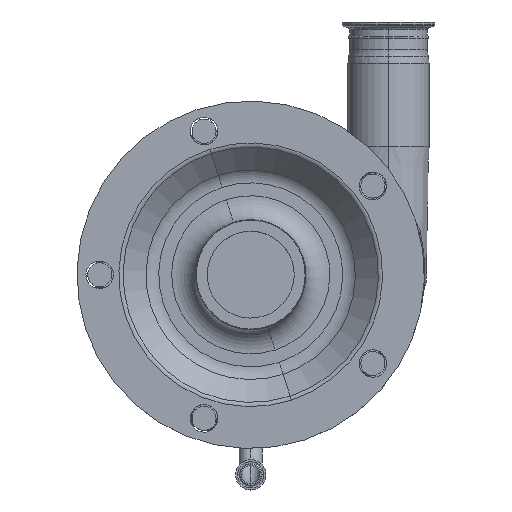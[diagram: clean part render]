
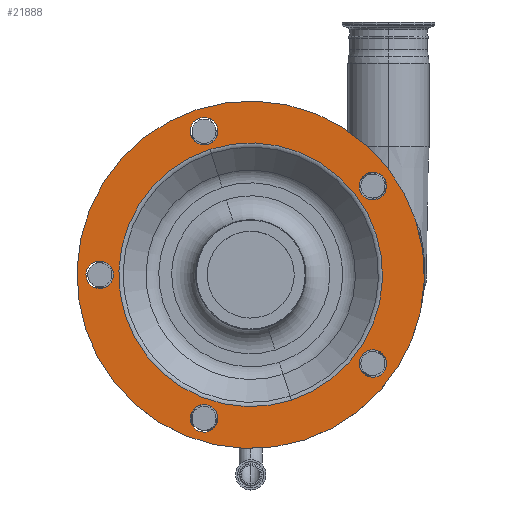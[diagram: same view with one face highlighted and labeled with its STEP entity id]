
A CAD part, top view. The second image highlights one B-rep face of the part: STEP entity #21888.
In plain terms, the highlighted planar face has unit normal (0, 0, 1).
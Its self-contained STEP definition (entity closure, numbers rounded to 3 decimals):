
#1044 = EDGE_CURVE ( 'NONE', #34054, #20650, #8901, .T. ) ;
#1105 = CARTESIAN_POINT ( 'NONE',  ( 44.807, -137.903, 233. ) ) ;
#1145 = CARTESIAN_POINT ( 'NONE',  ( -35.382, -130.77, 233. ) ) ;
#2160 = VERTEX_POINT ( 'NONE', #6457 ) ;
#2227 = EDGE_LOOP ( 'NONE', ( #14124, #8534 ) ) ;
#2303 = FACE_BOUND ( 'NONE', #22078, .T. ) ;
#2857 = AXIS2_PLACEMENT_3D ( 'NONE', #41182, #8388, #18103 ) ;
#2942 = DIRECTION ( 'NONE',  ( 0., 0., 1. ) ) ;
#3270 = DIRECTION ( 'NONE',  ( 0., 0., 1. ) ) ;
#3397 = ORIENTED_EDGE ( 'NONE', *, *, #34736, .T. ) ;
#3680 = CARTESIAN_POINT ( 'NONE',  ( 0., 0., 233. ) ) ;
#4089 = EDGE_CURVE ( 'NONE', #36221, #40550, #29043, .T. ) ;
#4236 = VERTEX_POINT ( 'NONE', #6281 ) ;
#4369 = DIRECTION ( 'NONE',  ( 0., 0., 1. ) ) ;
#4779 = ORIENTED_EDGE ( 'NONE', *, *, #20151, .F. ) ;
#5504 = CARTESIAN_POINT ( 'NONE',  ( -126., 0., 233. ) ) ;
#5625 = AXIS2_PLACEMENT_3D ( 'NONE', #3680, #25781, #29537 ) ;
#6212 = CARTESIAN_POINT ( 'NONE',  ( -35.382, 108.896, 233. ) ) ;
#6271 = EDGE_LOOP ( 'NONE', ( #3397, #13389 ) ) ;
#6281 = CARTESIAN_POINT ( 'NONE',  ( -42.49, 130.77, 233. ) ) ;
#6310 = AXIS2_PLACEMENT_3D ( 'NONE', #35254, #3270, #6412 ) ;
#6412 = DIRECTION ( 'NONE',  ( -0.309, 0.951, 0. ) ) ;
#6457 = CARTESIAN_POINT ( 'NONE',  ( -34.014, 104.684, 233. ) ) ;
#7678 = CARTESIAN_POINT ( 'NONE',  ( 98.382, 84.998, 233. ) ) ;
#8186 = DIRECTION ( 'NONE',  ( 0., -1., 0. ) ) ;
#8233 = CIRCLE ( 'NONE', #15559, 11.5 ) ;
#8388 = DIRECTION ( 'NONE',  ( 0., 0., 1. ) ) ;
#8518 = DIRECTION ( 'NONE',  ( 0., 0., 1. ) ) ;
#8534 = ORIENTED_EDGE ( 'NONE', *, *, #14932, .F. ) ;
#8686 = AXIS2_PLACEMENT_3D ( 'NONE', #40574, #24423, #8186 ) ;
#8826 = ORIENTED_EDGE ( 'NONE', *, *, #28286, .F. ) ;
#8901 = CIRCLE ( 'NONE', #24361, 11.5 ) ;
#9258 = DIRECTION ( 'NONE',  ( -0.309, 0.951, 0. ) ) ;
#9698 = DIRECTION ( 'NONE',  ( 0., 0., 1. ) ) ;
#9709 = DIRECTION ( 'NONE',  ( -0.309, 0.951, 0. ) ) ;
#9870 = AXIS2_PLACEMENT_3D ( 'NONE', #38506, #9698, #19405 ) ;
#10336 = ORIENTED_EDGE ( 'NONE', *, *, #32050, .F. ) ;
#10444 = VERTEX_POINT ( 'NONE', #7678 ) ;
#10774 = DIRECTION ( 'NONE',  ( -0.309, 0.951, 0. ) ) ;
#10916 = AXIS2_PLACEMENT_3D ( 'NONE', #5504, #15634, #21346 ) ;
#11564 = FACE_BOUND ( 'NONE', #14669, .T. ) ;
#12249 = AXIS2_PLACEMENT_3D ( 'NONE', #36757, #4369, #20810 ) ;
#12503 = CIRCLE ( 'NONE', #27285, 11.5 ) ;
#13130 = DIRECTION ( 'NONE',  ( 0., 0., 1. ) ) ;
#13251 = EDGE_CURVE ( 'NONE', #25535, #2160, #18490, .T. ) ;
#13389 = ORIENTED_EDGE ( 'NONE', *, *, #24972, .T. ) ;
#13702 = CARTESIAN_POINT ( 'NONE',  ( 101.936, -74.061, 233. ) ) ;
#14124 = ORIENTED_EDGE ( 'NONE', *, *, #4089, .F. ) ;
#14221 = DIRECTION ( 'NONE',  ( -0.309, 0.951, 0. ) ) ;
#14669 = EDGE_LOOP ( 'NONE', ( #10336, #40051 ) ) ;
#14932 = EDGE_CURVE ( 'NONE', #40550, #36221, #31163, .T. ) ;
#14944 = FACE_BOUND ( 'NONE', #33622, .T. ) ;
#15161 = PLANE ( 'NONE',  #8686 ) ;
#15259 = CIRCLE ( 'NONE', #23972, 11.5 ) ;
#15559 = AXIS2_PLACEMENT_3D ( 'NONE', #13702, #39145, #9709 ) ;
#15634 = DIRECTION ( 'NONE',  ( 0., 0., 1. ) ) ;
#15786 = AXIS2_PLACEMENT_3D ( 'NONE', #33299, #39390, #10774 ) ;
#16311 = CARTESIAN_POINT ( 'NONE',  ( 101.936, -74.061, 233. ) ) ;
#16409 = CIRCLE ( 'NONE', #21795, 11.5 ) ;
#16519 = DIRECTION ( 'NONE',  ( -0.309, 0.951, 0. ) ) ;
#17229 = CARTESIAN_POINT ( 'NONE',  ( -38.936, 119.833, 233. ) ) ;
#18103 = DIRECTION ( 'NONE',  ( -0.309, 0.951, 0. ) ) ;
#18490 = CIRCLE ( 'NONE', #5625, 110.071 ) ;
#18532 = FACE_BOUND ( 'NONE', #32303, .T. ) ;
#19405 = DIRECTION ( 'NONE',  ( -0.309, 0.951, 0. ) ) ;
#19568 = ORIENTED_EDGE ( 'NONE', *, *, #25361, .F. ) ;
#19987 = CIRCLE ( 'NONE', #9870, 11.5 ) ;
#20151 = EDGE_CURVE ( 'NONE', #10444, #41027, #19987, .T. ) ;
#20323 = CIRCLE ( 'NONE', #12249, 110.071 ) ;
#20383 = DIRECTION ( 'NONE',  ( 0., 0., 1. ) ) ;
#20407 = ORIENTED_EDGE ( 'NONE', *, *, #13251, .F. ) ;
#20650 = VERTEX_POINT ( 'NONE', #33199 ) ;
#20810 = DIRECTION ( 'NONE',  ( -0.309, 0.951, 0. ) ) ;
#21346 = DIRECTION ( 'NONE',  ( -0.309, 0.951, 0. ) ) ;
#21390 = DIRECTION ( 'NONE',  ( -0.309, 0.951, 0. ) ) ;
#21795 = AXIS2_PLACEMENT_3D ( 'NONE', #29725, #23031, #25755 ) ;
#21888 = ADVANCED_FACE ( 'NONE', ( #40165, #24220, #28170, #11564, #2303, #14944, #18532 ), #15161, .T. ) ;
#22078 = EDGE_LOOP ( 'NONE', ( #4779, #26760 ) ) ;
#22502 = ORIENTED_EDGE ( 'NONE', *, *, #39891, .F. ) ;
#23031 = DIRECTION ( 'NONE',  ( 0., 0., 1. ) ) ;
#23972 = AXIS2_PLACEMENT_3D ( 'NONE', #35331, #2942, #9258 ) ;
#24220 = FACE_BOUND ( 'NONE', #2227, .T. ) ;
#24327 = CARTESIAN_POINT ( 'NONE',  ( -38.936, -119.833, 233. ) ) ;
#24353 = CARTESIAN_POINT ( 'NONE',  ( 34.014, -104.684, 233. ) ) ;
#24361 = AXIS2_PLACEMENT_3D ( 'NONE', #33992, #36717, #21390 ) ;
#24423 = DIRECTION ( 'NONE',  ( 0., 0., 1. ) ) ;
#24972 = EDGE_CURVE ( 'NONE', #26945, #38595, #35773, .T. ) ;
#25049 = AXIS2_PLACEMENT_3D ( 'NONE', #17229, #20383, #29810 ) ;
#25361 = EDGE_CURVE ( 'NONE', #31815, #4236, #32422, .T. ) ;
#25535 = VERTEX_POINT ( 'NONE', #24353 ) ;
#25601 = CARTESIAN_POINT ( 'NONE',  ( 105.49, -84.998, 233. ) ) ;
#25755 = DIRECTION ( 'NONE',  ( -0.309, 0.951, 0. ) ) ;
#25781 = DIRECTION ( 'NONE',  ( 0., 0., 1. ) ) ;
#26760 = ORIENTED_EDGE ( 'NONE', *, *, #40707, .F. ) ;
#26945 = VERTEX_POINT ( 'NONE', #1105 ) ;
#27093 = AXIS2_PLACEMENT_3D ( 'NONE', #16311, #13130, #16519 ) ;
#27285 = AXIS2_PLACEMENT_3D ( 'NONE', #24327, #8518, #14221 ) ;
#27329 = CARTESIAN_POINT ( 'NONE',  ( 105.49, 63.124, 233. ) ) ;
#28170 = FACE_BOUND ( 'NONE', #34368, .T. ) ;
#28286 = EDGE_CURVE ( 'NONE', #4236, #31815, #16409, .T. ) ;
#28436 = CIRCLE ( 'NONE', #27093, 11.5 ) ;
#28805 = EDGE_CURVE ( 'NONE', #31068, #38485, #8233, .T. ) ;
#29043 = CIRCLE ( 'NONE', #10916, 11.5 ) ;
#29150 = CARTESIAN_POINT ( 'NONE',  ( -129.554, 10.937, 233. ) ) ;
#29180 = CARTESIAN_POINT ( 'NONE',  ( 98.382, -63.124, 233. ) ) ;
#29537 = DIRECTION ( 'NONE',  ( -0.309, 0.951, 0. ) ) ;
#29725 = CARTESIAN_POINT ( 'NONE',  ( -38.936, 119.833, 233. ) ) ;
#29810 = DIRECTION ( 'NONE',  ( -0.309, 0.951, 0. ) ) ;
#30000 = EDGE_CURVE ( 'NONE', #2160, #25535, #20323, .T. ) ;
#31068 = VERTEX_POINT ( 'NONE', #25601 ) ;
#31125 = ORIENTED_EDGE ( 'NONE', *, *, #30000, .F. ) ;
#31163 = CIRCLE ( 'NONE', #6310, 11.5 ) ;
#31815 = VERTEX_POINT ( 'NONE', #6212 ) ;
#32050 = EDGE_CURVE ( 'NONE', #38485, #31068, #28436, .T. ) ;
#32303 = EDGE_LOOP ( 'NONE', ( #31125, #20407 ) ) ;
#32422 = CIRCLE ( 'NONE', #25049, 11.5 ) ;
#33199 = CARTESIAN_POINT ( 'NONE',  ( -42.49, -108.896, 233. ) ) ;
#33299 = CARTESIAN_POINT ( 'NONE',  ( 0., 0., 233. ) ) ;
#33622 = EDGE_LOOP ( 'NONE', ( #8826, #19568 ) ) ;
#33992 = CARTESIAN_POINT ( 'NONE',  ( -38.936, -119.833, 233. ) ) ;
#34054 = VERTEX_POINT ( 'NONE', #1145 ) ;
#34368 = EDGE_LOOP ( 'NONE', ( #22502, #37671 ) ) ;
#34736 = EDGE_CURVE ( 'NONE', #38595, #26945, #37924, .T. ) ;
#35254 = CARTESIAN_POINT ( 'NONE',  ( -126., 0., 233. ) ) ;
#35331 = CARTESIAN_POINT ( 'NONE',  ( 101.936, 74.061, 233. ) ) ;
#35494 = CARTESIAN_POINT ( 'NONE',  ( -44.807, 137.903, 233. ) ) ;
#35773 = CIRCLE ( 'NONE', #2857, 145. ) ;
#36221 = VERTEX_POINT ( 'NONE', #29150 ) ;
#36717 = DIRECTION ( 'NONE',  ( 0., 0., 1. ) ) ;
#36757 = CARTESIAN_POINT ( 'NONE',  ( 0., 0., 233. ) ) ;
#37671 = ORIENTED_EDGE ( 'NONE', *, *, #1044, .F. ) ;
#37924 = CIRCLE ( 'NONE', #15786, 145. ) ;
#38485 = VERTEX_POINT ( 'NONE', #29180 ) ;
#38506 = CARTESIAN_POINT ( 'NONE',  ( 101.936, 74.061, 233. ) ) ;
#38595 = VERTEX_POINT ( 'NONE', #35494 ) ;
#39145 = DIRECTION ( 'NONE',  ( 0., 0., 1. ) ) ;
#39390 = DIRECTION ( 'NONE',  ( 0., 0., 1. ) ) ;
#39618 = CARTESIAN_POINT ( 'NONE',  ( -122.446, -10.937, 233. ) ) ;
#39891 = EDGE_CURVE ( 'NONE', #20650, #34054, #12503, .T. ) ;
#40051 = ORIENTED_EDGE ( 'NONE', *, *, #28805, .F. ) ;
#40165 = FACE_OUTER_BOUND ( 'NONE', #6271, .T. ) ;
#40550 = VERTEX_POINT ( 'NONE', #39618 ) ;
#40574 = CARTESIAN_POINT ( 'NONE',  ( -44.807, 137.903, 233. ) ) ;
#40707 = EDGE_CURVE ( 'NONE', #41027, #10444, #15259, .T. ) ;
#41027 = VERTEX_POINT ( 'NONE', #27329 ) ;
#41182 = CARTESIAN_POINT ( 'NONE',  ( 0., 0., 233. ) ) ;
